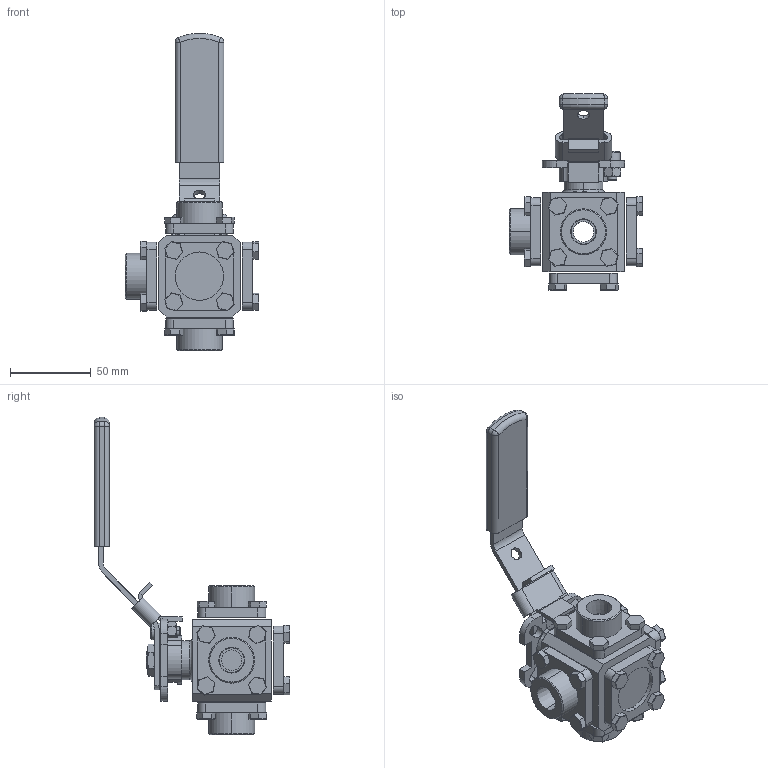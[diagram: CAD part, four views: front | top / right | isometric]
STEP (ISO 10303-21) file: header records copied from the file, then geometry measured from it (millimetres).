
FILE_DESCRIPTION (( 'STEP AP214' ), '1' );
FILE_NAME ('33-TH-0038-XXX.step', '2019-09-30T20:19:01', ( '' ), ( '' ), 'SwSTEP 2.0', 'SolidWorks 2019', '' );
FILE_SCHEMA (( 'AUTOMOTIVE_DESIGN' ));
Length unit declared in the file: inch
Products named in the file (2): 33-TH-0038-XXX
Bounding box: 82.75 x 121.06 x 195.93 mm (x, y, z)
Surface area: 63994.9 mm2 (no closed solid volume)
Topology: 0 solids, 38 shells, 615 faces, 1700 edges, 1123 vertices
Faces by surface type: plane 483, cylinder 94, cone 30, torus 4, sphere 4
Entity records: 27549 total; most frequent: CARTESIAN_POINT 3815, DIRECTION 3288, ORIENTED_EDGE 2927, EDGE_CURVE 1694, VECTOR 1236, LINE 1236, VERTEX_POINT 1123, AXIS2_PLACEMENT_3D 1026
